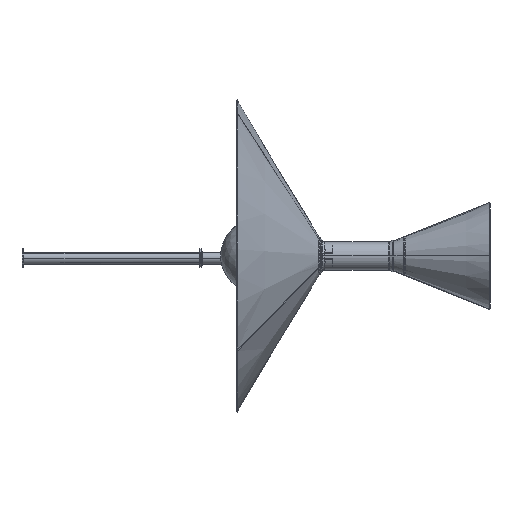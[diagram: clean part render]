
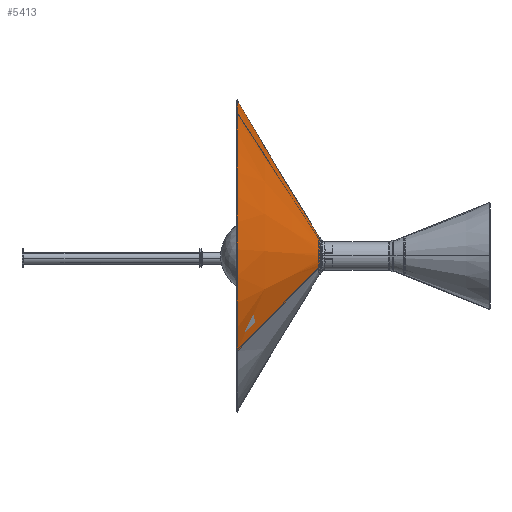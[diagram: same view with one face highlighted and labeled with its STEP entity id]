
A CAD part, top view. The second image highlights one B-rep face of the part: STEP entity #5413.
In plain terms, the highlighted conical face has half-angle 59.061 degrees and reference radius 247.5 mm.
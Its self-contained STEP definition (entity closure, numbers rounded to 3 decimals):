
#746 = VERTEX_POINT ( 'NONE', #7474 ) ;
#1074 = EDGE_LOOP ( 'NONE', ( #9736, #10730, #13110, #11069, #7861 ) ) ;
#1368 = CARTESIAN_POINT ( 'NONE',  ( 198.229, 1.4, 1407.103 ) ) ;
#1380 = CARTESIAN_POINT ( 'NONE',  ( 329.604, 1.4, 1435.435 ) ) ;
#1707 = DIRECTION ( 'NONE',  ( -1., 0., 0. ) ) ;
#1763 = DIRECTION ( 'NONE',  ( -0.514, -0.524, 0.679 ) ) ;
#1923 = CARTESIAN_POINT ( 'NONE',  ( 329.604, 1.4, 1407.103 ) ) ;
#2412 = DIRECTION ( 'NONE',  ( 0., -0.611, 0.792 ) ) ;
#2803 = DIRECTION ( 'NONE',  ( 0., 0.611, -0.792 ) ) ;
#2961 = DIRECTION ( 'NONE',  ( 0., 0., -1. ) ) ;
#3143 = DIRECTION ( 'NONE',  ( 1., 0., 0. ) ) ;
#3827 = CARTESIAN_POINT ( 'NONE',  ( 198.229, -149.706, 1603.122 ) ) ;
#3844 = CARTESIAN_POINT ( 'NONE',  ( 198.229, 1.4, 1407.103 ) ) ;
#4412 = DIRECTION ( 'NONE',  ( -0.514, 0.524, -0.679 ) ) ;
#4582 = AXIS2_PLACEMENT_3D ( 'NONE', #3844, #1707, #2803 ) ;
#4841 = CARTESIAN_POINT ( 'NONE',  ( 198.229, -149.706, 1603.122 ) ) ;
#5399 = EDGE_CURVE ( 'NONE', #7349, #7340, #10559, .T. ) ;
#5413 = ADVANCED_FACE ( 'NONE', ( #10229 ), #9926, .T. ) ;
#6709 = EDGE_CURVE ( 'NONE', #7168, #7349, #12480, .T. ) ;
#7035 = CIRCLE ( 'NONE', #11312, 247.5 ) ;
#7168 = VERTEX_POINT ( 'NONE', #1380 ) ;
#7340 = VERTEX_POINT ( 'NONE', #3827 ) ;
#7349 = VERTEX_POINT ( 'NONE', #9083 ) ;
#7474 = CARTESIAN_POINT ( 'NONE',  ( 198.229, 152.506, 1211.085 ) ) ;
#7861 = ORIENTED_EDGE ( 'NONE', *, *, #9002, .T. ) ;
#8656 = DIRECTION ( 'NONE',  ( 1., 0., 0. ) ) ;
#8695 = CIRCLE ( 'NONE', #13326, 28.332 ) ;
#9002 = EDGE_CURVE ( 'NONE', #746, #7340, #7035, .T. ) ;
#9083 = CARTESIAN_POINT ( 'NONE',  ( 329.604, -15.897, 1429.542 ) ) ;
#9216 = DIRECTION ( 'NONE',  ( 1., 0., 0. ) ) ;
#9395 = CARTESIAN_POINT ( 'NONE',  ( 329.604, 1.4, 1407.103 ) ) ;
#9736 = ORIENTED_EDGE ( 'NONE', *, *, #5399, .F. ) ;
#9926 = CONICAL_SURFACE ( 'NONE', #4582, 247.5, 1.031 ) ;
#9935 = VERTEX_POINT ( 'NONE', #11257 ) ;
#10229 = FACE_OUTER_BOUND ( 'NONE', #1074, .T. ) ;
#10279 = EDGE_CURVE ( 'NONE', #9935, #7168, #8695, .T. ) ;
#10422 = DIRECTION ( 'NONE',  ( 0., 0., -1. ) ) ;
#10559 = LINE ( 'NONE', #4841, #13002 ) ;
#10651 = CARTESIAN_POINT ( 'NONE',  ( 198.229, 152.506, 1211.085 ) ) ;
#10730 = ORIENTED_EDGE ( 'NONE', *, *, #6709, .F. ) ;
#11069 = ORIENTED_EDGE ( 'NONE', *, *, #11499, .T. ) ;
#11159 = AXIS2_PLACEMENT_3D ( 'NONE', #9395, #3143, #10422 ) ;
#11257 = CARTESIAN_POINT ( 'NONE',  ( 329.604, 18.697, 1384.665 ) ) ;
#11312 = AXIS2_PLACEMENT_3D ( 'NONE', #1368, #8656, #2412 ) ;
#11499 = EDGE_CURVE ( 'NONE', #9935, #746, #12699, .T. ) ;
#12368 = VECTOR ( 'NONE', #4412, 1000. ) ;
#12480 = CIRCLE ( 'NONE', #11159, 28.332 ) ;
#12699 = LINE ( 'NONE', #10651, #12368 ) ;
#13002 = VECTOR ( 'NONE', #1763, 1000. ) ;
#13110 = ORIENTED_EDGE ( 'NONE', *, *, #10279, .F. ) ;
#13326 = AXIS2_PLACEMENT_3D ( 'NONE', #1923, #9216, #2961 ) ;
